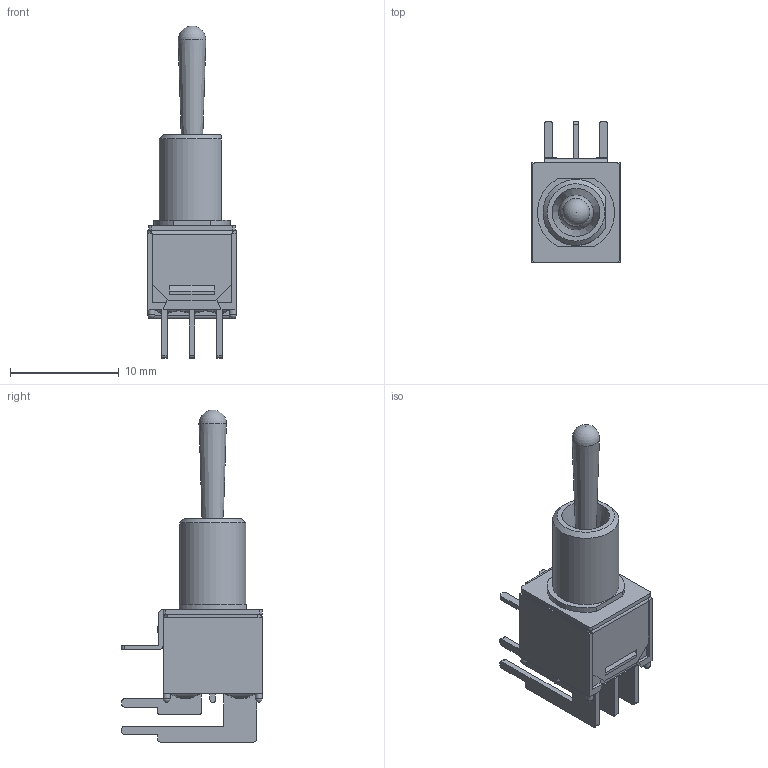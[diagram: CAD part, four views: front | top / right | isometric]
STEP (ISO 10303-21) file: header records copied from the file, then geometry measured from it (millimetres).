
FILE_DESCRIPTION(/* description */ (''),/* implementation_level */ '2;1');
FILE_NAME(/* name */ '200MDPxT4B5M6xE.stp',/* time_stamp */ '2024-04-24T10:31:34-05:00',/* author */ ('mroman'),/* organization */ (''),/* preprocessor_version */ 'ST-DEVELOPER v18.1',/* originating_system */ 'Autodesk Inventor 2022',/* authorisation */ '');
FILE_SCHEMA (('AUTOMOTIVE_DESIGN { 1 0 10303 214 3 1 1 }'));
Length unit declared in the file: millimetre
Products named in the file (1): 200MDPxT4B5M6xE
Bounding box: 8.13 x 12.95 x 30.56 mm (x, y, z)
Volume: 537.5 mm3; surface area: 1556.8 mm2
Topology: 2 solids, 3 shells, 289 faces, 822 edges, 532 vertices
Faces by surface type: plane 197, cylinder 62, bspline 18, sphere 7, cone 5
Full cylindrical faces by diameter (mm): 0.65 x4, 3.25 x2
Entity records: 10158 total; most frequent: CARTESIAN_POINT 2670, ORIENTED_EDGE 1632, DIRECTION 1452, EDGE_CURVE 816, LINE 578, VECTOR 578, VERTEX_POINT 532, AXIS2_PLACEMENT_3D 437
